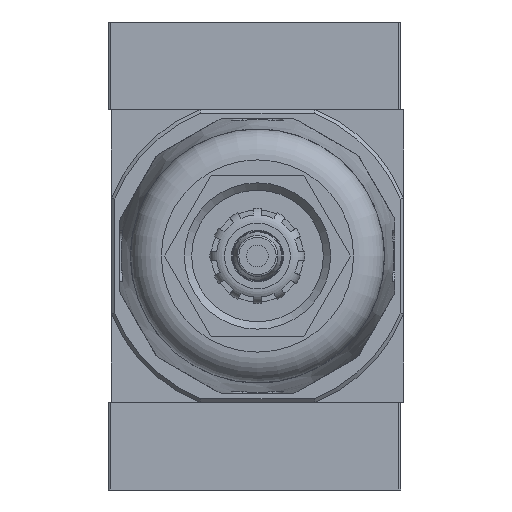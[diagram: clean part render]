
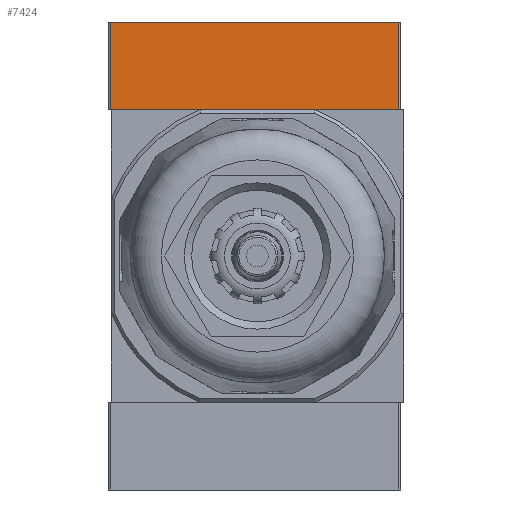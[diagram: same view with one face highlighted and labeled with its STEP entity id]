
A CAD part, front view. The second image highlights one B-rep face of the part: STEP entity #7424.
In plain terms, the highlighted planar face has unit normal (0, -1, 0).
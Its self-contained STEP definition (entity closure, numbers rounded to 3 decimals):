
#400=LINE('',#11599,#818);
#410=LINE('',#11647,#828);
#411=LINE('',#11651,#829);
#412=LINE('',#11653,#830);
#818=VECTOR('',#9194,1000.);
#828=VECTOR('',#9236,1000.);
#829=VECTOR('',#9241,1000.);
#830=VECTOR('',#9242,1000.);
#1129=PLANE('',#7986);
#2267=ORIENTED_EDGE('',*,*,#3564,.T.);
#2268=ORIENTED_EDGE('',*,*,#3590,.F.);
#2269=ORIENTED_EDGE('',*,*,#3591,.F.);
#2270=ORIENTED_EDGE('',*,*,#3588,.T.);
#3564=EDGE_CURVE('',#4310,#4309,#400,.T.);
#3588=EDGE_CURVE('',#4332,#4310,#410,.T.);
#3590=EDGE_CURVE('',#4333,#4309,#411,.T.);
#3591=EDGE_CURVE('',#4332,#4333,#412,.T.);
#4309=VERTEX_POINT('',#11598);
#4310=VERTEX_POINT('',#11600);
#4332=VERTEX_POINT('',#11648);
#4333=VERTEX_POINT('',#11652);
#5180=EDGE_LOOP('',(#2267,#2268,#2269,#2270));
#5698=FACE_BOUND('',#5180,.T.);
#7424=ADVANCED_FACE('',(#5698),#1129,.F.);
#7986=AXIS2_PLACEMENT_3D('',#11650,#9239,#9240);
#9194=DIRECTION('',(1.,0.,0.));
#9236=DIRECTION('',(0.,0.,-1.));
#9239=DIRECTION('',(0.,1.,0.));
#9240=DIRECTION('',(0.,0.,1.));
#9241=DIRECTION('',(0.,0.,-1.));
#9242=DIRECTION('',(1.,0.,0.));
#11598=CARTESIAN_POINT('',(19.7,-10.,-6.));
#11599=CARTESIAN_POINT('',(-19.7,-10.,-6.));
#11600=CARTESIAN_POINT('',(-19.7,-10.,-6.));
#11647=CARTESIAN_POINT('',(-19.7,-10.,6.));
#11648=CARTESIAN_POINT('',(-19.7,-10.,6.));
#11650=CARTESIAN_POINT('',(-19.7,-10.,6.));
#11651=CARTESIAN_POINT('',(19.7,-10.,6.));
#11652=CARTESIAN_POINT('',(19.7,-10.,6.));
#11653=CARTESIAN_POINT('',(-19.7,-10.,6.));
